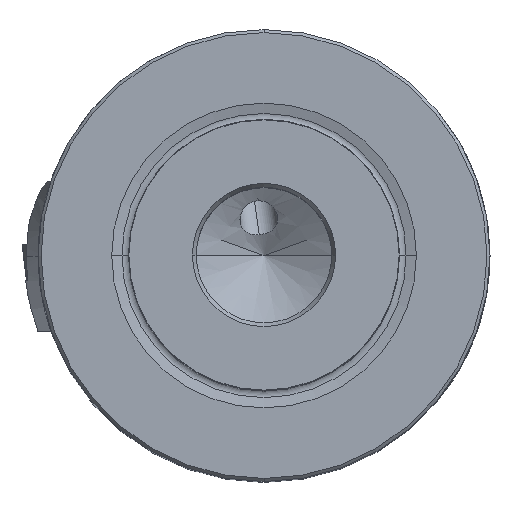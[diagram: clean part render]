
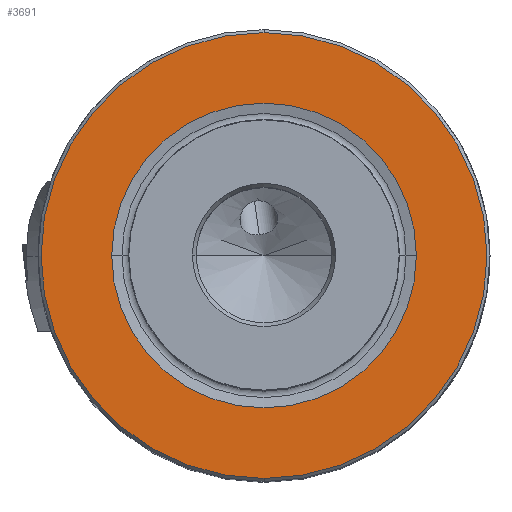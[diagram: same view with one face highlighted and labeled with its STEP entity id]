
A CAD part, top view. The second image highlights one B-rep face of the part: STEP entity #3691.
In plain terms, the highlighted planar face has unit normal (0, 0, 1).
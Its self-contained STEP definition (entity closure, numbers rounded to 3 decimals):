
#2409=EDGE_CURVE('NONE',#3907,#5841,#6382,.F.);
#2787=EDGE_CURVE('NONE',#4241,#5901,#6807,.F.);
#3691=ADVANCED_FACE('NONE',(#7816,#7817),#7818,.T.);
#3907=VERTEX_POINT('NONE',#8057);
#4241=VERTEX_POINT('NONE',#8427);
#4913=EDGE_CURVE('NONE',#5901,#4241,#9160,.F.);
#5199=EDGE_CURVE('NONE',#5841,#3907,#9469,.T.);
#5841=VERTEX_POINT('NONE',#10179);
#5901=VERTEX_POINT('NONE',#10250);
#6382=CIRCLE('',#11546,14.8);
#6807=CIRCLE('',#13117,10.112);
#7816=FACE_OUTER_BOUND('',#15560,.T.);
#7817=FACE_BOUND('',#15561,.T.);
#7818=PLANE('',#15562);
#8057=CARTESIAN_POINT('',(0.,14.8,0.0));
#8427=CARTESIAN_POINT('',(-10.112,0.,0.0));
#9160=CIRCLE('',#19313,10.112);
#9469=CIRCLE('',#20655,14.8);
#10179=CARTESIAN_POINT('',(0.0,-14.8,0.0));
#10250=CARTESIAN_POINT('',(10.112,0.,0.0));
#11546=AXIS2_PLACEMENT_3D('',#23301,#23302,#23303);
#13117=AXIS2_PLACEMENT_3D('',#23767,#23768,#23769);
#15560=EDGE_LOOP('',(#24875,#24876));
#15561=EDGE_LOOP('',(#24877,#24878));
#15562=AXIS2_PLACEMENT_3D('',#24879,#24880,#24881);
#19313=AXIS2_PLACEMENT_3D('',#26231,#26232,#26233);
#20655=AXIS2_PLACEMENT_3D('',#26497,#26498,#26499);
#23301=CARTESIAN_POINT('',(0.0,0.0,0.0));
#23302=DIRECTION('',(0.0,0.0,-1.0));
#23303=DIRECTION('',(0.0,-1.0,0.0));
#23767=CARTESIAN_POINT('',(0.0,0.0,0.0));
#23768=DIRECTION('',(0.0,0.0,-1.0));
#23769=DIRECTION('',(1.0,0.,0.0));
#24875=ORIENTED_EDGE('',*,*,#5199,.T.);
#24876=ORIENTED_EDGE('',*,*,#2409,.T.);
#24877=ORIENTED_EDGE('',*,*,#4913,.F.);
#24878=ORIENTED_EDGE('',*,*,#2787,.F.);
#24879=CARTESIAN_POINT('',(-9.0,0.0,0.0));
#24880=DIRECTION('',(-0.0,0.0,1.0));
#24881=DIRECTION('',(0.0,1.0,0.0));
#26231=CARTESIAN_POINT('',(0.0,0.0,0.0));
#26232=DIRECTION('',(0.0,0.0,-1.0));
#26233=DIRECTION('',(1.0,0.,0.0));
#26497=CARTESIAN_POINT('',(0.0,0.0,0.0));
#26498=DIRECTION('',(-0.0,0.0,1.0));
#26499=DIRECTION('',(0.0,-1.0,0.0));
